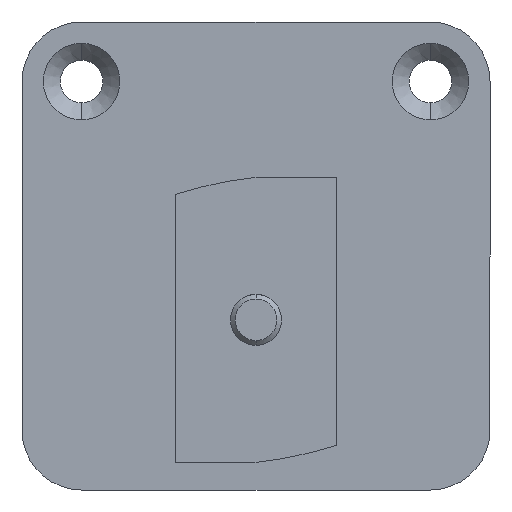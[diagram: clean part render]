
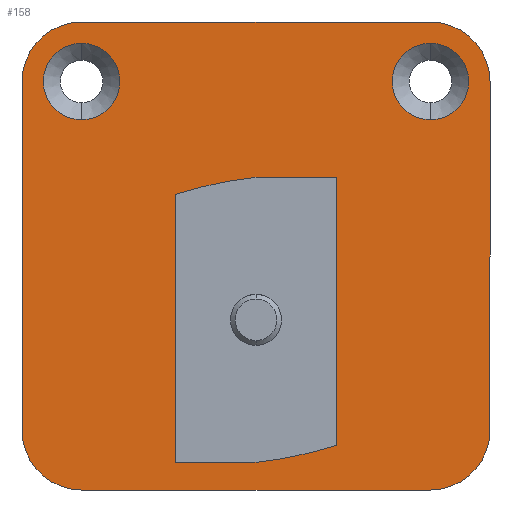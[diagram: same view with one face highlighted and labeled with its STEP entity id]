
A CAD part, front view. The second image highlights one B-rep face of the part: STEP entity #158.
In plain terms, the highlighted planar face has unit normal (0, -1, 0).
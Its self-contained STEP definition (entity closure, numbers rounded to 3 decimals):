
#9 = EDGE_CURVE ( 'NONE', #1116, #1851, #2020, .T. ) ;
#36 = ORIENTED_EDGE ( 'NONE', *, *, #4065, .T. ) ;
#121 = CARTESIAN_POINT ( 'NONE',  ( 27.5, 0., -20.5 ) ) ;
#128 = VERTEX_POINT ( 'NONE', #2019 ) ;
#135 = VECTOR ( 'NONE', #3002, 1000. ) ;
#158 = ADVANCED_FACE ( 'NONE', ( #993, #3497, #4058, #2818 ), #2429, .F. ) ;
#167 = DIRECTION ( 'NONE',  ( 0., -1., 0. ) ) ;
#266 = DIRECTION ( 'NONE',  ( 0., 1., 0. ) ) ;
#275 = ORIENTED_EDGE ( 'NONE', *, *, #3288, .T. ) ;
#284 = AXIS2_PLACEMENT_3D ( 'NONE', #1844, #515, #500 ) ;
#285 = CARTESIAN_POINT ( 'NONE',  ( -20.5, 0., -20.5 ) ) ;
#315 = CARTESIAN_POINT ( 'NONE',  ( 0., 0., -4.2 ) ) ;
#353 = DIRECTION ( 'NONE',  ( 0., 0., 1. ) ) ;
#364 = CIRCLE ( 'NONE', #4149, 7. ) ;
#394 = EDGE_CURVE ( 'NONE', #1322, #4196, #364, .T. ) ;
#412 = VERTEX_POINT ( 'NONE', #4242 ) ;
#425 = CARTESIAN_POINT ( 'NONE',  ( -27.5, 0., 20.5 ) ) ;
#494 = EDGE_CURVE ( 'NONE', #2315, #1339, #2983, .T. ) ;
#500 = DIRECTION ( 'NONE',  ( 0., 0., 1. ) ) ;
#515 = DIRECTION ( 'NONE',  ( 0., 1., 0. ) ) ;
#529 = CARTESIAN_POINT ( 'NONE',  ( 27.5, 0., -27.5 ) ) ;
#566 = CARTESIAN_POINT ( 'NONE',  ( -20.5, 0., -27.5 ) ) ;
#571 = VERTEX_POINT ( 'NONE', #953 ) ;
#604 = DIRECTION ( 'NONE',  ( 0., 0., 1. ) ) ;
#656 = DIRECTION ( 'NONE',  ( 0., 1., 0. ) ) ;
#693 = CARTESIAN_POINT ( 'NONE',  ( -27.5, 0., -20.5 ) ) ;
#700 = EDGE_CURVE ( 'NONE', #1494, #128, #1787, .T. ) ;
#754 = EDGE_LOOP ( 'NONE', ( #36, #1532 ) ) ;
#783 = EDGE_LOOP ( 'NONE', ( #2146, #3624, #2741, #798, #3110, #3500, #2248, #2617 ) ) ;
#798 = ORIENTED_EDGE ( 'NONE', *, *, #1008, .T. ) ;
#815 = EDGE_CURVE ( 'NONE', #2827, #959, #3375, .T. ) ;
#828 = DIRECTION ( 'NONE',  ( 0., 0., -1. ) ) ;
#879 = DIRECTION ( 'NONE',  ( 0., 0., 1. ) ) ;
#922 = CIRCLE ( 'NONE', #1175, 4.5 ) ;
#953 = CARTESIAN_POINT ( 'NONE',  ( 20.5, 0., 16. ) ) ;
#959 = VERTEX_POINT ( 'NONE', #315 ) ;
#991 = CARTESIAN_POINT ( 'NONE',  ( -27.5, 0., -27.5 ) ) ;
#993 = FACE_BOUND ( 'NONE', #1117, .T. ) ;
#1008 = EDGE_CURVE ( 'NONE', #412, #3503, #3125, .T. ) ;
#1046 = DIRECTION ( 'NONE',  ( 0., 0., 1. ) ) ;
#1080 = EDGE_LOOP ( 'NONE', ( #2762, #2038 ) ) ;
#1116 = VERTEX_POINT ( 'NONE', #3197 ) ;
#1117 = EDGE_LOOP ( 'NONE', ( #275, #4137 ) ) ;
#1166 = AXIS2_PLACEMENT_3D ( 'NONE', #4309, #3028, #604 ) ;
#1175 = AXIS2_PLACEMENT_3D ( 'NONE', #2083, #3788, #2466 ) ;
#1176 = EDGE_CURVE ( 'NONE', #412, #1339, #3376, .T. ) ;
#1182 = CARTESIAN_POINT ( 'NONE',  ( 20.5, 0., -20.5 ) ) ;
#1232 = DIRECTION ( 'NONE',  ( 0., -1., 0. ) ) ;
#1322 = VERTEX_POINT ( 'NONE', #3619 ) ;
#1339 = VERTEX_POINT ( 'NONE', #566 ) ;
#1494 = VERTEX_POINT ( 'NONE', #2401 ) ;
#1521 = DIRECTION ( 'NONE',  ( 0., -1., 0. ) ) ;
#1525 = CARTESIAN_POINT ( 'NONE',  ( -20.5, 0., 20.5 ) ) ;
#1532 = ORIENTED_EDGE ( 'NONE', *, *, #815, .T. ) ;
#1711 = AXIS2_PLACEMENT_3D ( 'NONE', #285, #1232, #1954 ) ;
#1712 = CARTESIAN_POINT ( 'NONE',  ( 0., 0., 0. ) ) ;
#1787 = CIRCLE ( 'NONE', #1850, 7. ) ;
#1821 = CARTESIAN_POINT ( 'NONE',  ( -20.5, 0., 16. ) ) ;
#1844 = CARTESIAN_POINT ( 'NONE',  ( 20.5, 0., 20.5 ) ) ;
#1850 = AXIS2_PLACEMENT_3D ( 'NONE', #3933, #3912, #879 ) ;
#1851 = VERTEX_POINT ( 'NONE', #1821 ) ;
#1863 = CIRCLE ( 'NONE', #284, 4.5 ) ;
#1954 = DIRECTION ( 'NONE',  ( 0., 0., 1. ) ) ;
#2019 = CARTESIAN_POINT ( 'NONE',  ( 20.5, 0., 27.5 ) ) ;
#2020 = CIRCLE ( 'NONE', #3022, 4.5 ) ;
#2038 = ORIENTED_EDGE ( 'NONE', *, *, #9, .T. ) ;
#2061 = CARTESIAN_POINT ( 'NONE',  ( 20.5, 0., 25. ) ) ;
#2066 = EDGE_CURVE ( 'NONE', #1494, #3503, #2802, .T. ) ;
#2083 = CARTESIAN_POINT ( 'NONE',  ( -20.5, 0., 20.5 ) ) ;
#2146 = ORIENTED_EDGE ( 'NONE', *, *, #2503, .F. ) ;
#2248 = ORIENTED_EDGE ( 'NONE', *, *, #2536, .F. ) ;
#2299 = CARTESIAN_POINT ( 'NONE',  ( 20.5, 0., 20.5 ) ) ;
#2315 = VERTEX_POINT ( 'NONE', #693 ) ;
#2326 = CARTESIAN_POINT ( 'NONE',  ( -27.5, 0., -27.5 ) ) ;
#2394 = DIRECTION ( 'NONE',  ( 0., 1., 0. ) ) ;
#2401 = CARTESIAN_POINT ( 'NONE',  ( 27.5, 0., 20.5 ) ) ;
#2429 = PLANE ( 'NONE',  #2558 ) ;
#2466 = DIRECTION ( 'NONE',  ( 0., 0., 1. ) ) ;
#2503 = EDGE_CURVE ( 'NONE', #2315, #4196, #3249, .T. ) ;
#2536 = EDGE_CURVE ( 'NONE', #1322, #128, #2686, .T. ) ;
#2558 = AXIS2_PLACEMENT_3D ( 'NONE', #1712, #2394, #353 ) ;
#2617 = ORIENTED_EDGE ( 'NONE', *, *, #394, .T. ) ;
#2651 = AXIS2_PLACEMENT_3D ( 'NONE', #2796, #3075, #1046 ) ;
#2686 = LINE ( 'NONE', #4355, #3300 ) ;
#2688 = DIRECTION ( 'NONE',  ( 1., 0., 0. ) ) ;
#2741 = ORIENTED_EDGE ( 'NONE', *, *, #1176, .F. ) ;
#2762 = ORIENTED_EDGE ( 'NONE', *, *, #4102, .T. ) ;
#2796 = CARTESIAN_POINT ( 'NONE',  ( 0., 0., -7.5 ) ) ;
#2802 = LINE ( 'NONE', #529, #3739 ) ;
#2810 = VECTOR ( 'NONE', #3710, 1000. ) ;
#2818 = FACE_OUTER_BOUND ( 'NONE', #783, .T. ) ;
#2827 = VERTEX_POINT ( 'NONE', #3058 ) ;
#2928 = EDGE_CURVE ( 'NONE', #3135, #571, #1863, .T. ) ;
#2983 = CIRCLE ( 'NONE', #1711, 7. ) ;
#3002 = DIRECTION ( 'NONE',  ( 0., 0., 1. ) ) ;
#3022 = AXIS2_PLACEMENT_3D ( 'NONE', #3262, #656, #3025 ) ;
#3025 = DIRECTION ( 'NONE',  ( 0., 0., 1. ) ) ;
#3028 = DIRECTION ( 'NONE',  ( 0., 1., 0. ) ) ;
#3058 = CARTESIAN_POINT ( 'NONE',  ( 0., 0., -10.8 ) ) ;
#3075 = DIRECTION ( 'NONE',  ( 0., 1., 0. ) ) ;
#3109 = CIRCLE ( 'NONE', #2651, 3.3 ) ;
#3110 = ORIENTED_EDGE ( 'NONE', *, *, #2066, .F. ) ;
#3125 = CIRCLE ( 'NONE', #3697, 7. ) ;
#3135 = VERTEX_POINT ( 'NONE', #2061 ) ;
#3197 = CARTESIAN_POINT ( 'NONE',  ( -20.5, 0., 25. ) ) ;
#3238 = DIRECTION ( 'NONE',  ( 0., 0., 1. ) ) ;
#3249 = LINE ( 'NONE', #2326, #135 ) ;
#3262 = CARTESIAN_POINT ( 'NONE',  ( -20.5, 0., 20.5 ) ) ;
#3288 = EDGE_CURVE ( 'NONE', #571, #3135, #4316, .T. ) ;
#3300 = VECTOR ( 'NONE', #2688, 1000. ) ;
#3375 = CIRCLE ( 'NONE', #1166, 3.3 ) ;
#3376 = LINE ( 'NONE', #991, #2810 ) ;
#3497 = FACE_BOUND ( 'NONE', #1080, .T. ) ;
#3500 = ORIENTED_EDGE ( 'NONE', *, *, #700, .T. ) ;
#3503 = VERTEX_POINT ( 'NONE', #121 ) ;
#3572 = DIRECTION ( 'NONE',  ( 0., 0., 1. ) ) ;
#3619 = CARTESIAN_POINT ( 'NONE',  ( -20.5, 0., 27.5 ) ) ;
#3624 = ORIENTED_EDGE ( 'NONE', *, *, #494, .T. ) ;
#3643 = DIRECTION ( 'NONE',  ( 0., 0., 1. ) ) ;
#3697 = AXIS2_PLACEMENT_3D ( 'NONE', #1182, #1521, #3572 ) ;
#3710 = DIRECTION ( 'NONE',  ( -1., 0., 0. ) ) ;
#3739 = VECTOR ( 'NONE', #828, 1000. ) ;
#3788 = DIRECTION ( 'NONE',  ( 0., 1., 0. ) ) ;
#3912 = DIRECTION ( 'NONE',  ( 0., -1., 0. ) ) ;
#3933 = CARTESIAN_POINT ( 'NONE',  ( 20.5, 0., 20.5 ) ) ;
#4058 = FACE_BOUND ( 'NONE', #754, .T. ) ;
#4065 = EDGE_CURVE ( 'NONE', #959, #2827, #3109, .T. ) ;
#4102 = EDGE_CURVE ( 'NONE', #1851, #1116, #922, .T. ) ;
#4137 = ORIENTED_EDGE ( 'NONE', *, *, #2928, .T. ) ;
#4149 = AXIS2_PLACEMENT_3D ( 'NONE', #1525, #167, #3238 ) ;
#4196 = VERTEX_POINT ( 'NONE', #425 ) ;
#4242 = CARTESIAN_POINT ( 'NONE',  ( 20.5, 0., -27.5 ) ) ;
#4309 = CARTESIAN_POINT ( 'NONE',  ( 0., 0., -7.5 ) ) ;
#4316 = CIRCLE ( 'NONE', #4359, 4.5 ) ;
#4355 = CARTESIAN_POINT ( 'NONE',  ( -27.5, 0., 27.5 ) ) ;
#4359 = AXIS2_PLACEMENT_3D ( 'NONE', #2299, #266, #3643 ) ;
